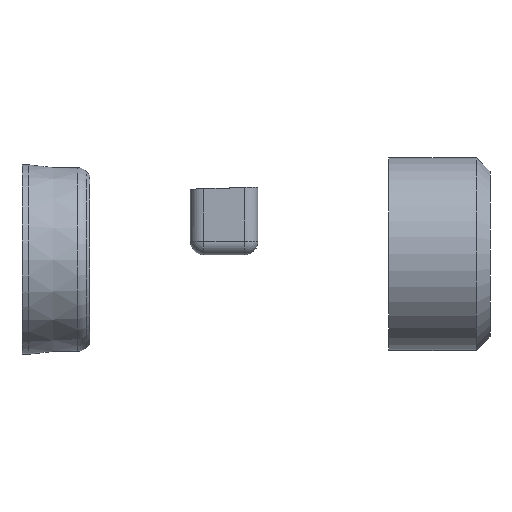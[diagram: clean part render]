
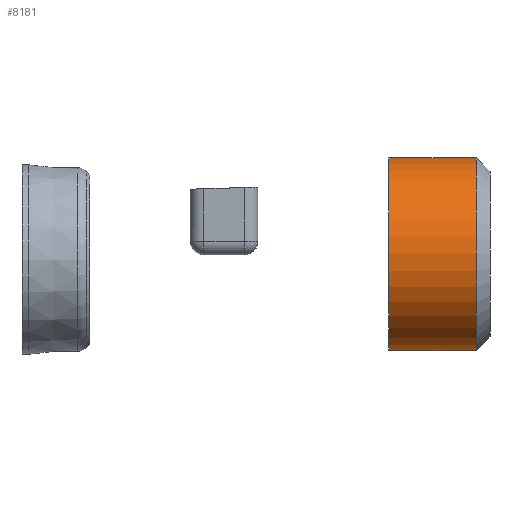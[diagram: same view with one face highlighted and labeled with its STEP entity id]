
A CAD part, front view. The second image highlights one B-rep face of the part: STEP entity #8181.
In plain terms, the highlighted cylindrical face has radius 14.25 mm (diameter 28.5 mm), a full revolution.
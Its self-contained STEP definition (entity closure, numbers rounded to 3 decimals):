
#122=CIRCLE('',#8698,14.25);
#123=CIRCLE('',#8700,14.25);
#447=FACE_OUTER_BOUND('',#900,.T.);
#900=EDGE_LOOP('',(#6622,#6623,#6624,#6625));
#2176=LINE('',#28358,#2585);
#2585=VECTOR('',#9823,14.25);
#3297=VERTEX_POINT('',#28353);
#3298=VERTEX_POINT('',#28357);
#4459=EDGE_CURVE('',#3297,#3297,#122,.T.);
#4460=EDGE_CURVE('',#3297,#3298,#2176,.T.);
#4461=EDGE_CURVE('',#3298,#3298,#123,.T.);
#6622=ORIENTED_EDGE('',*,*,#4459,.F.);
#6623=ORIENTED_EDGE('',*,*,#4460,.T.);
#6624=ORIENTED_EDGE('',*,*,#4461,.T.);
#6625=ORIENTED_EDGE('',*,*,#4460,.F.);
#7748=CYLINDRICAL_SURFACE('',#8699,14.25);
#8181=ADVANCED_FACE('',(#447),#7748,.T.);
#8698=AXIS2_PLACEMENT_3D('',#28355,#9819,#9820);
#8699=AXIS2_PLACEMENT_3D('',#28356,#9821,#9822);
#8700=AXIS2_PLACEMENT_3D('',#28359,#9824,#9825);
#9819=DIRECTION('center_axis',(1.,0.,0.));
#9820=DIRECTION('ref_axis',(0.,1.,0.));
#9821=DIRECTION('center_axis',(1.,0.,0.));
#9822=DIRECTION('ref_axis',(0.,1.,0.));
#9823=DIRECTION('',(-1.,0.,0.));
#9824=DIRECTION('center_axis',(1.,0.,0.));
#9825=DIRECTION('ref_axis',(0.,1.,0.));
#28353=CARTESIAN_POINT('',(13.,-14.25,0.));
#28355=CARTESIAN_POINT('Origin',(13.,0.,0.));
#28356=CARTESIAN_POINT('Origin',(0.,0.,0.));
#28357=CARTESIAN_POINT('',(0.,-14.25,0.));
#28358=CARTESIAN_POINT('',(0.,-14.25,0.));
#28359=CARTESIAN_POINT('Origin',(0.,0.,0.));
